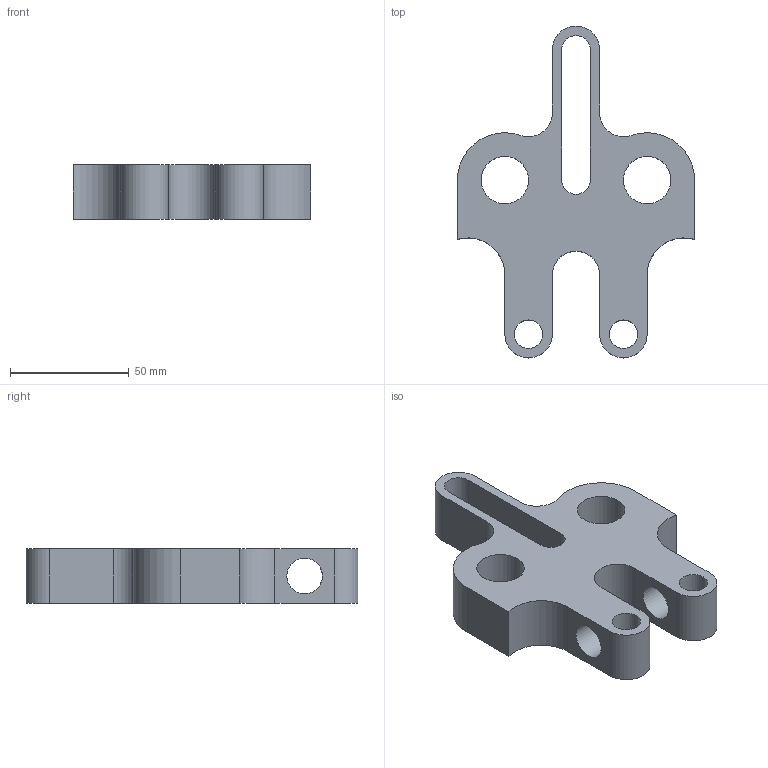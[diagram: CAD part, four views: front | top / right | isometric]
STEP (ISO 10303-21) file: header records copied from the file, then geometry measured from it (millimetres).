
FILE_DESCRIPTION(/* description */ (''),/* implementation_level */ '2;1');
FILE_NAME(/* name */ 'Exercise - 90.step',/* time_stamp */ '2025-12-10T23:03:06+05:30',/* author */ (''),/* organization */ (''),/* preprocessor_version */ 'ST-DEVELOPER v20.1',/* originating_system */ 'Autodesk Translation Framework v14.21.0.0',/* authorisation */ '');
FILE_SCHEMA (('AUTOMOTIVE_DESIGN { 1 0 10303 214 3 1 1 }'));
Length unit declared in the file: millimetre
Products named in the file (1): Exercise - 90
Bounding box: 100 x 140 x 23 mm (x, y, z)
Volume: 123838.7 mm3; surface area: 31952.9 mm2
Topology: 1 solids, 1 shells, 30 faces, 92 edges, 62 vertices
Faces by surface type: cylinder 18, plane 12
Full cylindrical faces by diameter (mm): 12 x2, 15 x2, 20 x2
Entity records: 1191 total; most frequent: CARTESIAN_POINT 271, ORIENTED_EDGE 184, DIRECTION 184, EDGE_CURVE 92, AXIS2_PLACEMENT_3D 67, VERTEX_POINT 62, LINE 50, VECTOR 50
